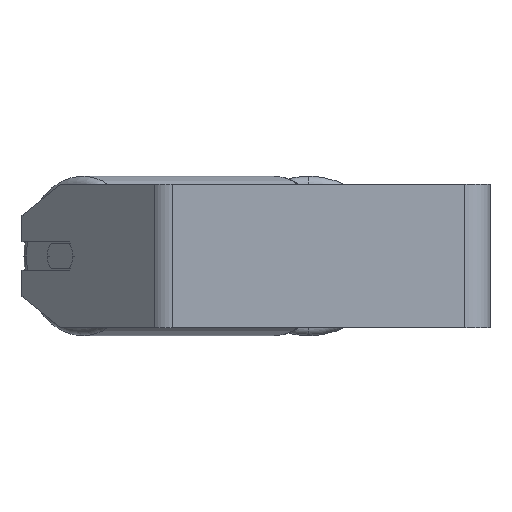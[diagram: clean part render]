
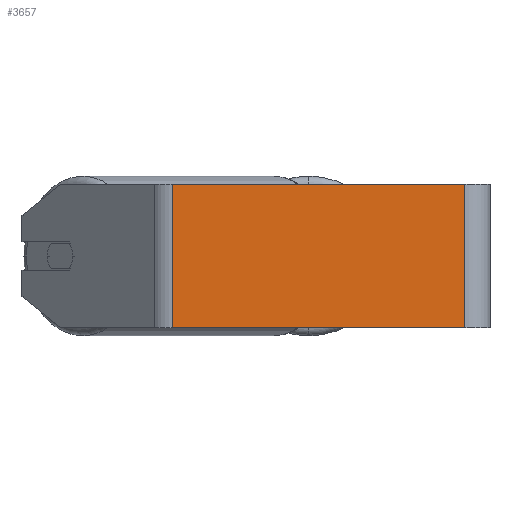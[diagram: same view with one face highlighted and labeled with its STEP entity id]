
A CAD part, left-side view. The second image highlights one B-rep face of the part: STEP entity #3657.
In plain terms, the highlighted planar face has unit normal (-1, 0, 0).
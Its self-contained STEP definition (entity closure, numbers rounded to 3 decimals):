
#291 = AXIS2_PLACEMENT_3D ( 'NONE', #5109, #4423, #7013 ) ;
#446 = EDGE_CURVE ( 'NONE', #6278, #1470, #6521, .T. ) ;
#447 = ORIENTED_EDGE ( 'NONE', *, *, #446, .T. ) ;
#547 = EDGE_LOOP ( 'NONE', ( #3743, #5562, #2373, #447 ) ) ;
#823 = VECTOR ( 'NONE', #7560, 1000. ) ;
#879 = CARTESIAN_POINT ( 'NONE',  ( -300., 182.701, -40. ) ) ;
#1470 = VERTEX_POINT ( 'NONE', #5992 ) ;
#1674 = VECTOR ( 'NONE', #4830, 1000. ) ;
#1675 = LINE ( 'NONE', #879, #823 ) ;
#1818 = FACE_OUTER_BOUND ( 'NONE', #547, .T. ) ;
#2354 = CARTESIAN_POINT ( 'NONE',  ( -300., 176.902, 40. ) ) ;
#2373 = ORIENTED_EDGE ( 'NONE', *, *, #5493, .F. ) ;
#2495 = PLANE ( 'NONE',  #291 ) ;
#2601 = EDGE_CURVE ( 'NONE', #1470, #7492, #1675, .T. ) ;
#2689 = CARTESIAN_POINT ( 'NONE',  ( -300., 14., 40. ) ) ;
#2851 = LINE ( 'NONE', #4266, #1674 ) ;
#3552 = EDGE_CURVE ( 'NONE', #6169, #7492, #7054, .T. ) ;
#3657 = ADVANCED_FACE ( 'NONE', ( #1818 ), #2495, .F. ) ;
#3743 = ORIENTED_EDGE ( 'NONE', *, *, #2601, .T. ) ;
#3812 = CARTESIAN_POINT ( 'NONE',  ( -300., 14., 40. ) ) ;
#4266 = CARTESIAN_POINT ( 'NONE',  ( -300., 182.701, 40. ) ) ;
#4340 = VECTOR ( 'NONE', #6355, 1000. ) ;
#4423 = DIRECTION ( 'NONE',  ( 1., 0., 0. ) ) ;
#4830 = DIRECTION ( 'NONE',  ( 0., -1., 0. ) ) ;
#5109 = CARTESIAN_POINT ( 'NONE',  ( -300., 182.701, 40. ) ) ;
#5122 = CARTESIAN_POINT ( 'NONE',  ( -300., 176.902, 40. ) ) ;
#5493 = EDGE_CURVE ( 'NONE', #6278, #6169, #2851, .T. ) ;
#5562 = ORIENTED_EDGE ( 'NONE', *, *, #3552, .F. ) ;
#5745 = DIRECTION ( 'NONE',  ( 0., 0., -1. ) ) ;
#5852 = CARTESIAN_POINT ( 'NONE',  ( -300., 14., -40. ) ) ;
#5992 = CARTESIAN_POINT ( 'NONE',  ( -300., 176.902, -40. ) ) ;
#6169 = VERTEX_POINT ( 'NONE', #2689 ) ;
#6272 = VECTOR ( 'NONE', #5745, 1000. ) ;
#6278 = VERTEX_POINT ( 'NONE', #2354 ) ;
#6355 = DIRECTION ( 'NONE',  ( 0., 0., -1. ) ) ;
#6521 = LINE ( 'NONE', #5122, #4340 ) ;
#7013 = DIRECTION ( 'NONE',  ( 0., 0., -1. ) ) ;
#7054 = LINE ( 'NONE', #3812, #6272 ) ;
#7492 = VERTEX_POINT ( 'NONE', #5852 ) ;
#7560 = DIRECTION ( 'NONE',  ( 0., -1., 0. ) ) ;
